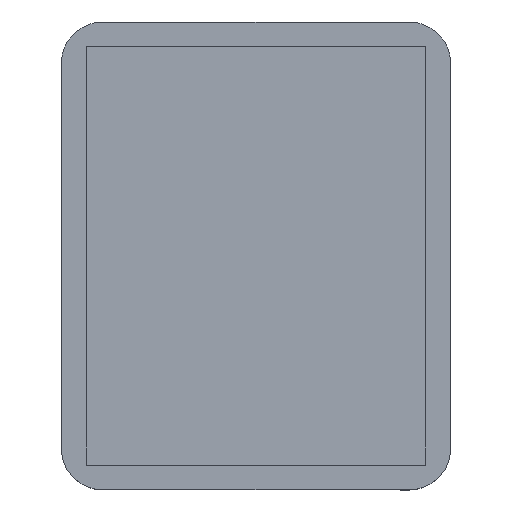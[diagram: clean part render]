
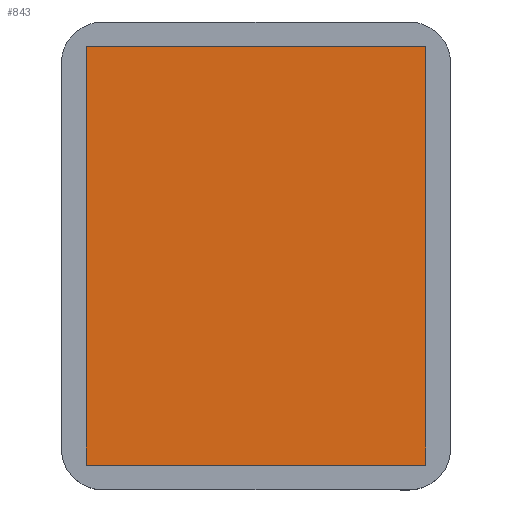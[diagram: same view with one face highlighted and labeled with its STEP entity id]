
A CAD part, top view. The second image highlights one B-rep face of the part: STEP entity #843.
In plain terms, the highlighted face is planar.
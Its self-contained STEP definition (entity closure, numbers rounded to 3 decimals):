
#77=FACE_OUTER_BOUND('',#122,.T.);
#122=EDGE_LOOP('',(#760,#761,#762,#763));
#220=LINE('',#1336,#329);
#224=LINE('',#1344,#333);
#227=LINE('',#1350,#336);
#230=LINE('',#1355,#339);
#329=VECTOR('',#1102,10.);
#333=VECTOR('',#1108,10.);
#336=VECTOR('',#1113,10.);
#339=VECTOR('',#1118,10.);
#405=VERTEX_POINT('',#1334);
#406=VERTEX_POINT('',#1335);
#409=VERTEX_POINT('',#1343);
#411=VERTEX_POINT('',#1349);
#518=EDGE_CURVE('',#405,#406,#220,.T.);
#522=EDGE_CURVE('',#406,#409,#224,.T.);
#525=EDGE_CURVE('',#409,#411,#227,.T.);
#528=EDGE_CURVE('',#411,#405,#230,.T.);
#760=ORIENTED_EDGE('',*,*,#528,.T.);
#761=ORIENTED_EDGE('',*,*,#518,.T.);
#762=ORIENTED_EDGE('',*,*,#522,.T.);
#763=ORIENTED_EDGE('',*,*,#525,.T.);
#801=PLANE('',#909);
#843=ADVANCED_FACE('',(#77),#801,.F.);
#909=AXIS2_PLACEMENT_3D('',#1358,#1122,#1123);
#1102=DIRECTION('',(0.,0.,1.));
#1108=DIRECTION('',(0.,1.,0.));
#1113=DIRECTION('',(0.,0.,-1.));
#1118=DIRECTION('',(0.,-1.,0.));
#1122=DIRECTION('center_axis',(1.,0.,0.));
#1123=DIRECTION('ref_axis',(0.,1.,0.));
#1334=CARTESIAN_POINT('',(0.04,-24.505,-18.761));
#1335=CARTESIAN_POINT('',(0.04,-24.505,31.739));
#1336=CARTESIAN_POINT('',(0.04,-24.505,-18.761));
#1343=CARTESIAN_POINT('',(0.04,16.495,31.739));
#1344=CARTESIAN_POINT('',(0.04,-24.505,31.739));
#1349=CARTESIAN_POINT('',(0.04,16.495,-18.761));
#1350=CARTESIAN_POINT('',(0.04,16.495,31.739));
#1355=CARTESIAN_POINT('',(0.04,16.495,-18.761));
#1358=CARTESIAN_POINT('Origin',(0.04,-4.005,6.489));
